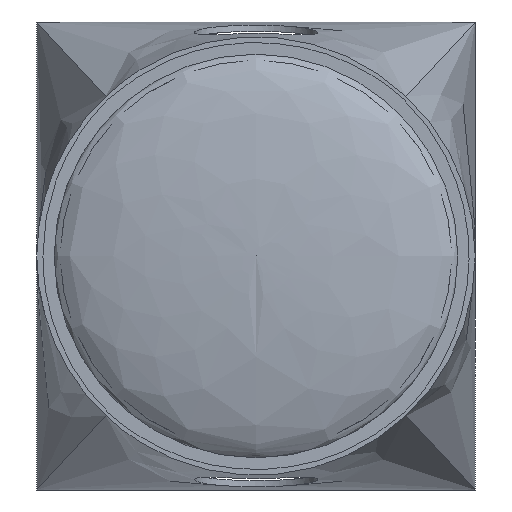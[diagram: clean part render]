
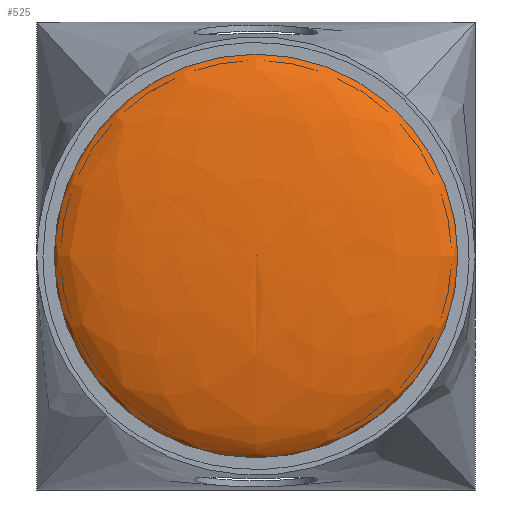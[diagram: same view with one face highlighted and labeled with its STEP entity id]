
A CAD part, front view. The second image highlights one B-rep face of the part: STEP entity #525.
In plain terms, the highlighted free-form (B-spline) face has degree [2, 2] with [5, 9] control points.
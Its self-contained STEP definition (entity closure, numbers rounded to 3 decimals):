
#17=ELLIPSE('',#552,16.385,3.);
#18=(
BOUNDED_SURFACE()
B_SPLINE_SURFACE(2,2,((#1369,#1370,#1371,#1372,#1373,#1374,#1375,#1376,
#1377),(#1378,#1379,#1380,#1381,#1382,#1383,#1384,#1385,#1386),(#1387,#1388,
#1389,#1390,#1391,#1392,#1393,#1394,#1395),(#1396,#1397,#1398,#1399,#1400,
#1401,#1402,#1403,#1404),(#1405,#1406,#1407,#1408,#1409,#1410,#1411,#1412,
#1413)),.UNSPECIFIED.,.F.,.T.,.F.)
B_SPLINE_SURFACE_WITH_KNOTS((3,2,3),(3,2,2,2,3),(1.571,2.356,
3.142),(0.,1.571,3.142,4.712,
6.283),.UNSPECIFIED.)
GEOMETRIC_REPRESENTATION_ITEM()
RATIONAL_B_SPLINE_SURFACE(((1.,0.707,1.,0.707,1.,
0.707,1.,0.707,1.),(0.924,0.653,
0.924,0.653,0.924,0.653,
0.924,0.653,0.924),(1.,0.707,
1.,0.707,1.,0.707,1.,0.707,1.),(0.924,
0.653,0.924,0.653,0.924,
0.653,0.924,0.653,0.924),
(1.,0.707,1.,0.707,1.,0.707,1.,0.707,
1.)))
REPRESENTATION_ITEM('')
SURFACE()
);
#94=FACE_OUTER_BOUND('',#124,.T.);
#124=EDGE_LOOP('',(#431,#432,#433,#434));
#216=CIRCLE('',#553,16.385);
#217=CIRCLE('',#554,16.385);
#253=VERTEX_POINT('',#1414);
#254=VERTEX_POINT('',#1415);
#255=VERTEX_POINT('',#1417);
#321=EDGE_CURVE('',#253,#254,#17,.T.);
#322=EDGE_CURVE('',#254,#255,#216,.T.);
#323=EDGE_CURVE('',#255,#254,#217,.T.);
#431=ORIENTED_EDGE('',*,*,#321,.T.);
#432=ORIENTED_EDGE('',*,*,#322,.T.);
#433=ORIENTED_EDGE('',*,*,#323,.T.);
#434=ORIENTED_EDGE('',*,*,#321,.F.);
#525=ADVANCED_FACE('',(#94),#18,.T.);
#552=AXIS2_PLACEMENT_3D('',#1416,#619,#620);
#553=AXIS2_PLACEMENT_3D('',#1418,#621,#622);
#554=AXIS2_PLACEMENT_3D('',#1419,#623,#624);
#619=DIRECTION('center_axis',(1.,0.,0.));
#620=DIRECTION('ref_axis',(0.,0.,1.));
#621=DIRECTION('center_axis',(0.,-1.,0.));
#622=DIRECTION('ref_axis',(1.,0.,0.));
#623=DIRECTION('center_axis',(0.,-1.,0.));
#624=DIRECTION('ref_axis',(1.,0.,0.));
#1369=CARTESIAN_POINT('Ctrl Pts',(0.,-207.,0.));
#1370=CARTESIAN_POINT('Ctrl Pts',(0.,-207.,
0.));
#1371=CARTESIAN_POINT('Ctrl Pts',(0.,-207.,
0.));
#1372=CARTESIAN_POINT('Ctrl Pts',(0.,-207.,
0.));
#1373=CARTESIAN_POINT('Ctrl Pts',(0.,-207.,0.));
#1374=CARTESIAN_POINT('Ctrl Pts',(0.,-207.,
0.));
#1375=CARTESIAN_POINT('Ctrl Pts',(0.,-207.,
0.));
#1376=CARTESIAN_POINT('Ctrl Pts',(0.,-207.,
0.));
#1377=CARTESIAN_POINT('Ctrl Pts',(0.,-207.,0.));
#1378=CARTESIAN_POINT('Ctrl Pts',(0.,-207.,-6.788));
#1379=CARTESIAN_POINT('Ctrl Pts',(6.788,-207.,-6.788));
#1380=CARTESIAN_POINT('Ctrl Pts',(6.788,-207.,0.));
#1381=CARTESIAN_POINT('Ctrl Pts',(6.788,-207.,6.788));
#1382=CARTESIAN_POINT('Ctrl Pts',(0.,-207.,6.788));
#1383=CARTESIAN_POINT('Ctrl Pts',(-6.788,-207.,6.788));
#1384=CARTESIAN_POINT('Ctrl Pts',(-6.788,-207.,0.));
#1385=CARTESIAN_POINT('Ctrl Pts',(-6.788,-207.,-6.788));
#1386=CARTESIAN_POINT('Ctrl Pts',(0.,-207.,-6.788));
#1387=CARTESIAN_POINT('Ctrl Pts',(0.,-206.121,-11.587));
#1388=CARTESIAN_POINT('Ctrl Pts',(11.587,-206.121,-11.587));
#1389=CARTESIAN_POINT('Ctrl Pts',(11.587,-206.121,0.));
#1390=CARTESIAN_POINT('Ctrl Pts',(11.587,-206.121,11.587));
#1391=CARTESIAN_POINT('Ctrl Pts',(0.,-206.121,11.587));
#1392=CARTESIAN_POINT('Ctrl Pts',(-11.587,-206.121,11.587));
#1393=CARTESIAN_POINT('Ctrl Pts',(-11.587,-206.121,0.));
#1394=CARTESIAN_POINT('Ctrl Pts',(-11.587,-206.121,-11.587));
#1395=CARTESIAN_POINT('Ctrl Pts',(0.,-206.121,-11.587));
#1396=CARTESIAN_POINT('Ctrl Pts',(0.,-205.243,-16.386));
#1397=CARTESIAN_POINT('Ctrl Pts',(16.386,-205.243,-16.386));
#1398=CARTESIAN_POINT('Ctrl Pts',(16.386,-205.242,0.));
#1399=CARTESIAN_POINT('Ctrl Pts',(16.386,-205.242,16.386));
#1400=CARTESIAN_POINT('Ctrl Pts',(0.,-205.242,16.386));
#1401=CARTESIAN_POINT('Ctrl Pts',(-16.386,-205.242,16.386));
#1402=CARTESIAN_POINT('Ctrl Pts',(-16.386,-205.242,0.));
#1403=CARTESIAN_POINT('Ctrl Pts',(-16.386,-205.243,-16.386));
#1404=CARTESIAN_POINT('Ctrl Pts',(0.,-205.243,-16.386));
#1405=CARTESIAN_POINT('Ctrl Pts',(0.,-204.,-16.385));
#1406=CARTESIAN_POINT('Ctrl Pts',(16.385,-204.,-16.385));
#1407=CARTESIAN_POINT('Ctrl Pts',(16.385,-204.,0.));
#1408=CARTESIAN_POINT('Ctrl Pts',(16.385,-203.999,16.385));
#1409=CARTESIAN_POINT('Ctrl Pts',(0.,-203.999,16.385));
#1410=CARTESIAN_POINT('Ctrl Pts',(-16.385,-203.999,16.385));
#1411=CARTESIAN_POINT('Ctrl Pts',(-16.385,-204.,0.));
#1412=CARTESIAN_POINT('Ctrl Pts',(-16.385,-204.,-16.385));
#1413=CARTESIAN_POINT('Ctrl Pts',(0.,-204.,-16.385));
#1414=CARTESIAN_POINT('',(0.,-207.,0.));
#1415=CARTESIAN_POINT('',(0.,-204.,-16.385));
#1416=CARTESIAN_POINT('Origin',(0.,-204.,0.));
#1417=CARTESIAN_POINT('',(-16.385,-204.,0.));
#1418=CARTESIAN_POINT('Origin',(0.,-204.,0.));
#1419=CARTESIAN_POINT('Origin',(0.,-204.,0.));
